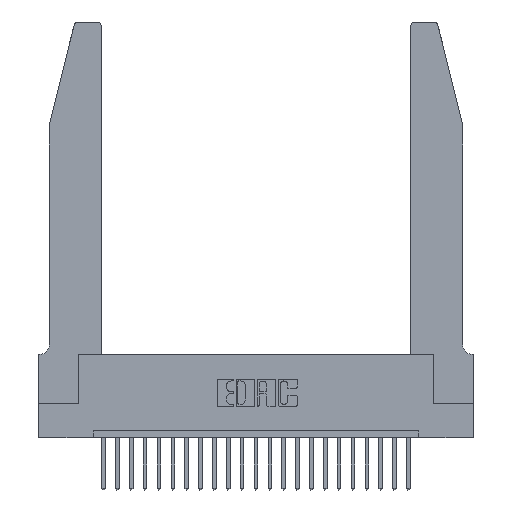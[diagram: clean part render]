
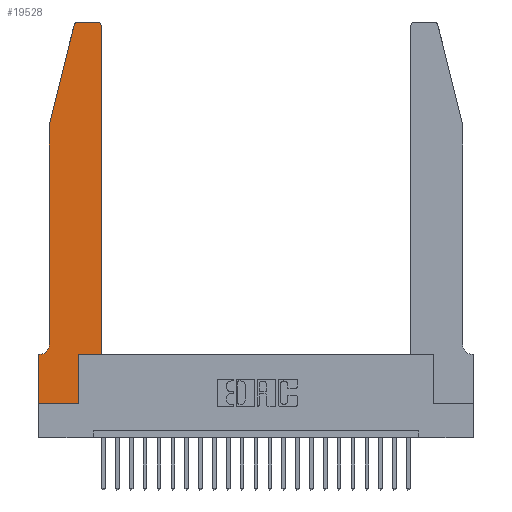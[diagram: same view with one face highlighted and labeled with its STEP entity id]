
A CAD part, top view. The second image highlights one B-rep face of the part: STEP entity #19528.
In plain terms, the highlighted planar face has unit normal (0, 0, 1).
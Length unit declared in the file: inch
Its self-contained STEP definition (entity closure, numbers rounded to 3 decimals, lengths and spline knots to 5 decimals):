
#202 = DIRECTION ( 'NONE',  ( 0., 0., 1. ) ) ;
#376 = DIRECTION ( 'NONE',  ( 1., 0., 0. ) ) ;
#619 = CARTESIAN_POINT ( 'NONE',  ( 0.4505, 0.35, 0.37 ) ) ;
#780 = ORIENTED_EDGE ( 'NONE', *, *, #19929, .T. ) ;
#1110 = DIRECTION ( 'NONE',  ( -0.239, -0.971, 0. ) ) ;
#1661 = VERTEX_POINT ( 'NONE', #12051 ) ;
#1714 = DIRECTION ( 'NONE',  ( 1., 0., 0. ) ) ;
#1774 = PLANE ( 'NONE',  #2459 ) ;
#2122 = LINE ( 'NONE', #22525, #14898 ) ;
#2231 = VERTEX_POINT ( 'NONE', #23354 ) ;
#2459 = AXIS2_PLACEMENT_3D ( 'NONE', #7765, #202, #16967 ) ;
#3412 = DIRECTION ( 'NONE',  ( 0., 0., 1. ) ) ;
#3643 = CARTESIAN_POINT ( 'NONE',  ( 0.4205, 2.72, 0.37 ) ) ;
#3947 = DIRECTION ( 'NONE',  ( 0., 1., 0. ) ) ;
#4508 = VERTEX_POINT ( 'NONE', #11949 ) ;
#4522 = ORIENTED_EDGE ( 'NONE', *, *, #23297, .T. ) ;
#4593 = AXIS2_PLACEMENT_3D ( 'NONE', #20029, #6843, #23795 ) ;
#4823 = CIRCLE ( 'NONE', #17126, 0.03 ) ;
#5622 = LINE ( 'NONE', #19888, #14512 ) ;
#5755 = VERTEX_POINT ( 'NONE', #23901 ) ;
#6005 = CARTESIAN_POINT ( 'NONE',  ( 0.4505, 0.35, 0.37 ) ) ;
#6010 = VECTOR ( 'NONE', #7501, 39.37008 ) ;
#6050 = LINE ( 'NONE', #14255, #15553 ) ;
#6173 = ORIENTED_EDGE ( 'NONE', *, *, #19161, .T. ) ;
#6332 = VERTEX_POINT ( 'NONE', #15475 ) ;
#6842 = DIRECTION ( 'NONE',  ( 1., 0., 0. ) ) ;
#6843 = DIRECTION ( 'NONE',  ( 0., 0., -1. ) ) ;
#6865 = EDGE_CURVE ( 'NONE', #22496, #17545, #6050, .T. ) ;
#7359 = EDGE_CURVE ( 'NONE', #2231, #5755, #22402, .T. ) ;
#7437 = EDGE_CURVE ( 'NONE', #6332, #17453, #19069, .T. ) ;
#7501 = DIRECTION ( 'NONE',  ( -1., 0., 0. ) ) ;
#7588 = ORIENTED_EDGE ( 'NONE', *, *, #7437, .T. ) ;
#7765 = CARTESIAN_POINT ( 'NONE',  ( 0., 0.35, 0.37 ) ) ;
#8218 = EDGE_CURVE ( 'NONE', #23914, #2231, #4823, .T. ) ;
#8337 = EDGE_CURVE ( 'NONE', #11101, #23914, #2122, .T. ) ;
#8415 = CARTESIAN_POINT ( 'NONE',  ( 0.0755, 2., 0.37 ) ) ;
#8690 = CARTESIAN_POINT ( 'NONE',  ( 0.0755, 2., 0.37 ) ) ;
#8837 = AXIS2_PLACEMENT_3D ( 'NONE', #16629, #12547, #6842 ) ;
#8994 = EDGE_CURVE ( 'NONE', #4508, #11101, #11884, .T. ) ;
#9066 = VECTOR ( 'NONE', #1110, 39.37008 ) ;
#9110 = CIRCLE ( 'NONE', #8837, 0.03 ) ;
#9220 = ORIENTED_EDGE ( 'NONE', *, *, #7359, .T. ) ;
#9279 = DIRECTION ( 'NONE',  ( 0., 1., 0. ) ) ;
#9325 = EDGE_CURVE ( 'NONE', #19307, #4508, #16917, .T. ) ;
#9461 = ORIENTED_EDGE ( 'NONE', *, *, #21098, .T. ) ;
#10372 = CARTESIAN_POINT ( 'NONE',  ( 0.4505, 2.72, 0.37 ) ) ;
#10868 = ORIENTED_EDGE ( 'NONE', *, *, #8218, .T. ) ;
#11006 = CARTESIAN_POINT ( 'NONE',  ( 0., 0., 0.37 ) ) ;
#11101 = VERTEX_POINT ( 'NONE', #6005 ) ;
#11216 = VERTEX_POINT ( 'NONE', #20734 ) ;
#11285 = VECTOR ( 'NONE', #3947, 39.37008 ) ;
#11884 = LINE ( 'NONE', #619, #13948 ) ;
#11949 = CARTESIAN_POINT ( 'NONE',  ( 0.2865, 0.35, 0.37 ) ) ;
#12051 = CARTESIAN_POINT ( 'NONE',  ( 0.0055, 0.35, 0.37 ) ) ;
#12300 = CARTESIAN_POINT ( 'NONE',  ( 0.0755, 0.42, 0.37 ) ) ;
#12427 = CARTESIAN_POINT ( 'NONE',  ( 0.2865, 0., 0.37 ) ) ;
#12547 = DIRECTION ( 'NONE',  ( 0., 0., 1. ) ) ;
#13201 = EDGE_LOOP ( 'NONE', ( #9220, #780, #9461, #7588, #4522, #6173, #13994, #17034, #18780, #16245, #20863, #10868 ) ) ;
#13574 = CARTESIAN_POINT ( 'NONE',  ( 0., 0.35, 0.37 ) ) ;
#13945 = DIRECTION ( 'NONE',  ( 0., -1., 0. ) ) ;
#13948 = VECTOR ( 'NONE', #376, 39.37008 ) ;
#13994 = ORIENTED_EDGE ( 'NONE', *, *, #6865, .T. ) ;
#14255 = CARTESIAN_POINT ( 'NONE',  ( 0., 0., 0.37 ) ) ;
#14482 = DIRECTION ( 'NONE',  ( 1., 0., 0. ) ) ;
#14512 = VECTOR ( 'NONE', #21561, 39.37008 ) ;
#14771 = LINE ( 'NONE', #11006, #19509 ) ;
#14898 = VECTOR ( 'NONE', #9279, 39.37008 ) ;
#15071 = FACE_OUTER_BOUND ( 'NONE', #13201, .T. ) ;
#15475 = CARTESIAN_POINT ( 'NONE',  ( 0.0755, 2., 0.37 ) ) ;
#15553 = VECTOR ( 'NONE', #23032, 39.37008 ) ;
#16245 = ORIENTED_EDGE ( 'NONE', *, *, #8994, .T. ) ;
#16629 = CARTESIAN_POINT ( 'NONE',  ( 0.284, 2.72, 0.37 ) ) ;
#16886 = EDGE_CURVE ( 'NONE', #17545, #19307, #14771, .T. ) ;
#16917 = LINE ( 'NONE', #17286, #11285 ) ;
#16967 = DIRECTION ( 'NONE',  ( 1., 0., 0. ) ) ;
#17034 = ORIENTED_EDGE ( 'NONE', *, *, #16886, .T. ) ;
#17126 = AXIS2_PLACEMENT_3D ( 'NONE', #3643, #3412, #1714 ) ;
#17286 = CARTESIAN_POINT ( 'NONE',  ( 0.2865, 0.35, 0.37 ) ) ;
#17354 = LINE ( 'NONE', #8690, #9066 ) ;
#17453 = VERTEX_POINT ( 'NONE', #12300 ) ;
#17545 = VERTEX_POINT ( 'NONE', #20341 ) ;
#18780 = ORIENTED_EDGE ( 'NONE', *, *, #9325, .T. ) ;
#19069 = LINE ( 'NONE', #8415, #22099 ) ;
#19161 = EDGE_CURVE ( 'NONE', #1661, #22496, #5622, .T. ) ;
#19307 = VERTEX_POINT ( 'NONE', #12427 ) ;
#19509 = VECTOR ( 'NONE', #14482, 39.37008 ) ;
#19528 = ADVANCED_FACE ( 'NONE', ( #15071 ), #1774, .T. ) ;
#19888 = CARTESIAN_POINT ( 'NONE',  ( 0.0755, 0.35, 0.37 ) ) ;
#19929 = EDGE_CURVE ( 'NONE', #5755, #11216, #9110, .T. ) ;
#20029 = CARTESIAN_POINT ( 'NONE',  ( 0.0055, 0.42, 0.37 ) ) ;
#20341 = CARTESIAN_POINT ( 'NONE',  ( 0., 0., 0.37 ) ) ;
#20734 = CARTESIAN_POINT ( 'NONE',  ( 0.25487, 2.72718, 0.37 ) ) ;
#20863 = ORIENTED_EDGE ( 'NONE', *, *, #8337, .T. ) ;
#21098 = EDGE_CURVE ( 'NONE', #11216, #6332, #17354, .T. ) ;
#21561 = DIRECTION ( 'NONE',  ( -1., 0., 0. ) ) ;
#22044 = CIRCLE ( 'NONE', #4593, 0.07 ) ;
#22099 = VECTOR ( 'NONE', #13945, 39.37008 ) ;
#22402 = LINE ( 'NONE', #22500, #6010 ) ;
#22496 = VERTEX_POINT ( 'NONE', #13574 ) ;
#22500 = CARTESIAN_POINT ( 'NONE',  ( 0.2605, 2.75, 0.37 ) ) ;
#22525 = CARTESIAN_POINT ( 'NONE',  ( 0.4505, 0.35, 0.37 ) ) ;
#23032 = DIRECTION ( 'NONE',  ( 0., -1., 0. ) ) ;
#23297 = EDGE_CURVE ( 'NONE', #17453, #1661, #22044, .T. ) ;
#23354 = CARTESIAN_POINT ( 'NONE',  ( 0.4205, 2.75, 0.37 ) ) ;
#23795 = DIRECTION ( 'NONE',  ( -1., 0., 0. ) ) ;
#23901 = CARTESIAN_POINT ( 'NONE',  ( 0.284, 2.75, 0.37 ) ) ;
#23914 = VERTEX_POINT ( 'NONE', #10372 ) ;
